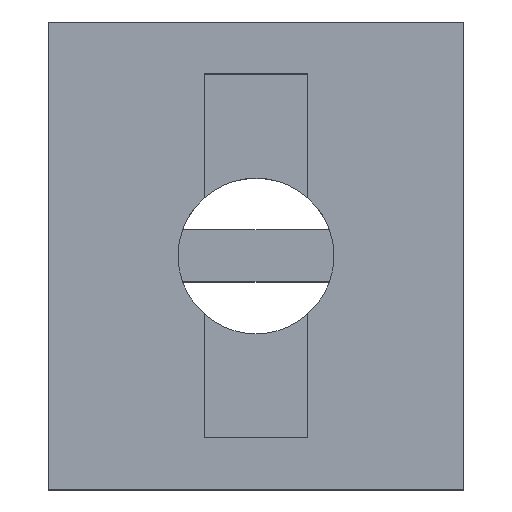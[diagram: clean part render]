
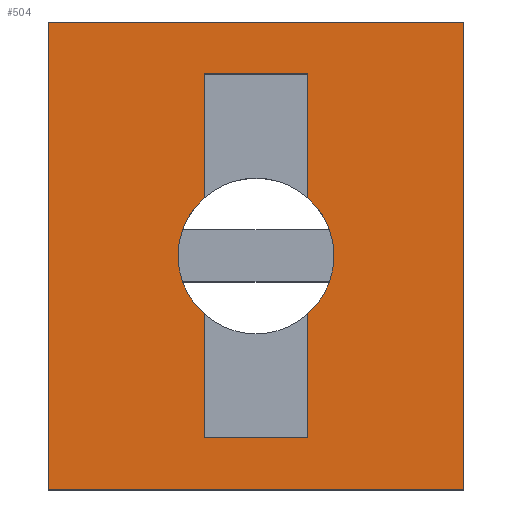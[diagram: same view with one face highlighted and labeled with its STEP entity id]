
A CAD part, top view. The second image highlights one B-rep face of the part: STEP entity #504.
In plain terms, the highlighted planar face has unit normal (0, 0, 1).
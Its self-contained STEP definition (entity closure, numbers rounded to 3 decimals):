
#1=CARTESIAN_POINT('POINT1',(40.,45.,20.));
#2=VERTEX_POINT('VERTEX1',#1);
#19=CARTESIAN_POINT('POINT4',(-40.,45.,20.));
#20=VERTEX_POINT('VERTEX4',#19);
#27=CARTESIAN_POINT('POS4',(0.,45.,20.));
#28=DIRECTION('DIR4',(-1.,0.,0.));
#29=VECTOR('VEC4',#28,1.);
#30=LINE('STRAIGHT4',#27,#29);
#31=EDGE_CURVE('EDGE4',#2,#20,#30,.T.);
#50=CARTESIAN_POINT('POINT6',(40.,-45.,20.));
#51=VERTEX_POINT('VERTEX6',#50);
#52=CARTESIAN_POINT('POS7',(40.,0.,20.));
#53=DIRECTION('DIR8',(0.,1.,0.));
#54=VECTOR('VEC6',#53,1.);
#55=LINE('STRAIGHT6',#52,#54);
#56=EDGE_CURVE('EDGE6',#51,#2,#55,.T.);
#72=CARTESIAN_POINT('POINT7',(-40.,-45.,20.));
#73=VERTEX_POINT('VERTEX7',#72);
#89=CARTESIAN_POINT('POS12',(0.,-45.,20.));
#90=DIRECTION('DIR14',(1.,0.,0.));
#91=VECTOR('VEC10',#90,1.);
#92=LINE('STRAIGHT10',#89,#91);
#93=EDGE_CURVE('EDGE10',#73,#51,#92,.T.);
#103=CARTESIAN_POINT('POS14',(-40.,0.,20.));
#104=DIRECTION('DIR17',(0.,-1.,0.));
#105=VECTOR('VEC11',#104,1.);
#106=LINE('STRAIGHT11',#103,#105);
#107=EDGE_CURVE('EDGE11',#20,#73,#106,.T.);
#125=CARTESIAN_POINT('POINT9',(-10.,-35.,20.));
#126=VERTEX_POINT('VERTEX9',#125);
#135=CARTESIAN_POINT('POINT11',(10.,-35.,20.));
#136=VERTEX_POINT('VERTEX11',#135);
#137=CARTESIAN_POINT('POS18',(0.,-35.,20.));
#138=DIRECTION('DIR22',(-1.,0.,0.));
#139=VECTOR('VEC14',#138,1.);
#140=LINE('STRAIGHT14',#137,#139);
#141=EDGE_CURVE('EDGE14',#136,#126,#140,.T.);
#167=CARTESIAN_POINT('POINT14',(-10.,35.,20.));
#168=VERTEX_POINT('VERTEX14',#167);
#183=CARTESIAN_POINT('POINT16',(10.,35.,20.));
#184=VERTEX_POINT('VERTEX16',#183);
#191=CARTESIAN_POINT('POS25',(0.,35.,20.));
#192=DIRECTION('DIR30',(1.,0.,0.));
#193=VECTOR('VEC20',#192,1.);
#194=LINE('STRAIGHT20',#191,#193);
#195=EDGE_CURVE('EDGE20',#168,#184,#194,.T.);
#206=CARTESIAN_POINT('POINT17',(10.,-11.18,20.
   ));
#207=VERTEX_POINT('VERTEX17',#206);
#208=CARTESIAN_POINT('POS27',(10.,0.,20.));
#209=DIRECTION('DIR33',(0.,-1.,0.));
#210=VECTOR('VEC21',#209,1.);
#211=LINE('STRAIGHT21',#208,#210);
#212=EDGE_CURVE('EDGE21',#207,#136,#211,.T.);
#263=CARTESIAN_POINT('POINT20',(-10.,-11.18,
   20.));
#264=VERTEX_POINT('VERTEX20',#263);
#271=CARTESIAN_POINT('POS35',(-10.,0.,20.));
#272=DIRECTION('DIR44',(0.,1.,0.));
#273=VECTOR('VEC26',#272,1.);
#274=LINE('STRAIGHT26',#271,#273);
#275=EDGE_CURVE('EDGE27',#126,#264,#274,.T.);
#420=CARTESIAN_POINT('POINT31',(-10.,11.18,20.
   ));
#421=VERTEX_POINT('VERTEX31',#420);
#422=EDGE_CURVE('EDGE42',#421,#168,#274,.T.);
#450=CARTESIAN_POINT('POINT34',(10.,11.18,20.)
   );
#451=VERTEX_POINT('VERTEX34',#450);
#458=EDGE_CURVE('EDGE48',#184,#451,#211,.T.);
#463=ORIENTED_EDGE('COEDGE71',*,*,#275,.T.);
#464=CARTESIAN_POINT('POINT35',(-15.,0.,20.
   ));
#465=VERTEX_POINT('VERTEX35',#464);
#466=CARTESIAN_POINT('POS53',(0.,0.,20.));
#467=DIRECTION('DIR69',(0.,0.,-1.));
#468=DIRECTION('DIR70',(1.,0.,0.));
#469=AXIS2_PLACEMENT_3D('AXIS17',#466,#467,#468);
#470=CIRCLE('ELLIPSE4',#469,15.);
#471=EDGE_CURVE('EDGE49',#264,#465,#470,.T.);
#472=ORIENTED_EDGE('COEDGE72',*,*,#471,.T.);
#473=EDGE_CURVE('EDGE50',#465,#421,#470,.T.);
#474=ORIENTED_EDGE('COEDGE73',*,*,#473,.T.);
#475=ORIENTED_EDGE('COEDGE74',*,*,#422,.T.);
#476=ORIENTED_EDGE('COEDGE75',*,*,#195,.T.);
#477=ORIENTED_EDGE('COEDGE76',*,*,#458,.T.);
#478=CARTESIAN_POINT('POINT36',(15.,0.,20.
   ));
#479=VERTEX_POINT('VERTEX36',#478);
#480=CARTESIAN_POINT('POS54',(0.,0.,20.));
#481=DIRECTION('DIR71',(0.,0.,-1.));
#482=DIRECTION('DIR72',(1.,0.,0.));
#483=AXIS2_PLACEMENT_3D('AXIS18',#480,#481,#482);
#484=CIRCLE('ELLIPSE5',#483,15.);
#485=EDGE_CURVE('EDGE51',#451,#479,#484,.T.);
#486=ORIENTED_EDGE('COEDGE77',*,*,#485,.T.);
#487=EDGE_CURVE('EDGE52',#479,#207,#484,.T.);
#488=ORIENTED_EDGE('COEDGE78',*,*,#487,.T.);
#489=ORIENTED_EDGE('COEDGE79',*,*,#212,.T.);
#490=ORIENTED_EDGE('COEDGE80',*,*,#141,.T.);
#491=EDGE_LOOP('NONE',(#463,#472,#474,#475,#476,#477,#486,#488,#489,#490
   ));
#492=FACE_BOUND('LOOP1',#491,.T.);
#493=ORIENTED_EDGE('COEDGE81',*,*,#107,.T.);
#494=ORIENTED_EDGE('COEDGE82',*,*,#93,.T.);
#495=ORIENTED_EDGE('COEDGE83',*,*,#56,.T.);
#496=ORIENTED_EDGE('COEDGE84',*,*,#31,.T.);
#497=EDGE_LOOP('NONE',(#493,#494,#495,#496));
#498=FACE_BOUND('LOOP1',#497,.T.);
#499=CARTESIAN_POINT('POS55',(0.,0.,20.));
#500=DIRECTION('DIR73',(0.,0.,1.));
#501=DIRECTION('DIR74',(1.,0.,0.));
#502=AXIS2_PLACEMENT_3D('AXIS19',#499,#500,#501);
#503=PLANE('PLANE14',#502);
#504=ADVANCED_FACE('FACE17',(#492,#498),#503,.T.);
